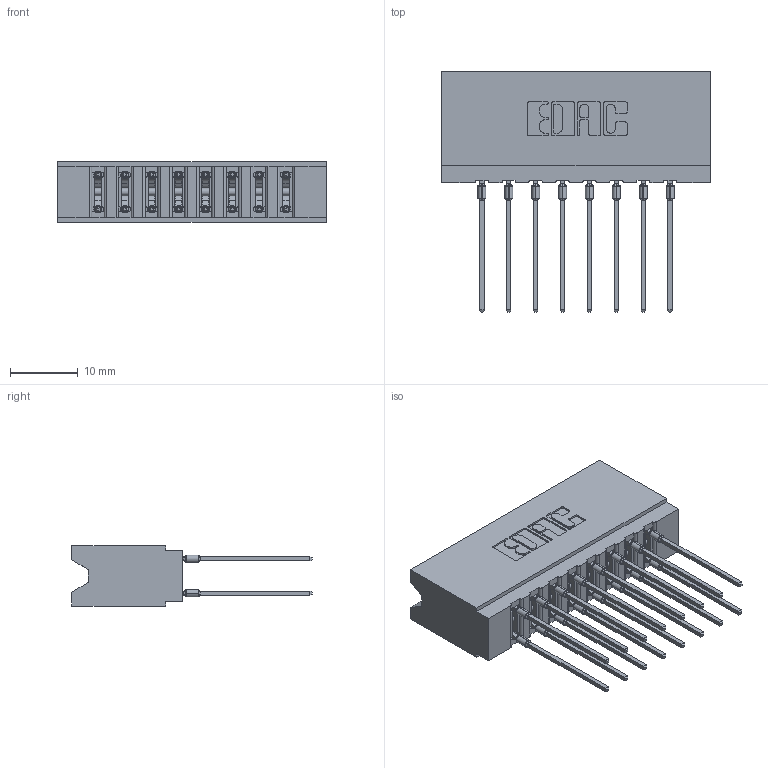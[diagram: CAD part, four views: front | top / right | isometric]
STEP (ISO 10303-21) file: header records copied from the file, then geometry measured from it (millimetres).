
FILE_DESCRIPTION (( 'STEP AP203' ), '1' );
FILE_NAME ('737-016-541-206.STEP', '2026-03-05T21:25:00', ( '' ), ( '' ), 'SwSTEP 2.0', 'SolidWorks 2023', '' );
FILE_SCHEMA (( 'CONFIG_CONTROL_DESIGN' ));
Length unit declared in the file: millimetre
Products named in the file (3): 745-292-001_541; 737 Part_Insulator Option - 06; 737-016-541-206
Assembly tree (17 placements, depth 2):
  737-016-541-206
    737 Part_Insulator Option - 06
    745-292-001_541  x16
Bounding box: 39.57 x 35.45 x 8.89 mm (x, y, z)
Volume: 4124.7 mm3; surface area: 5969.5 mm2
Topology: 17 solids, 17 shells, 1535 faces, 4129 edges, 2602 vertices
Faces by surface type: plane 799, cylinder 320, bspline 320, torus 96
Entity records: 18361 total; most frequent: CARTESIAN_POINT 3700, ORIENTED_EDGE 3068, DIRECTION 2708, EDGE_CURVE 1534, LINE 1304, VECTOR 1304, VERTEX_POINT 982, AXIS2_PLACEMENT_3D 702
